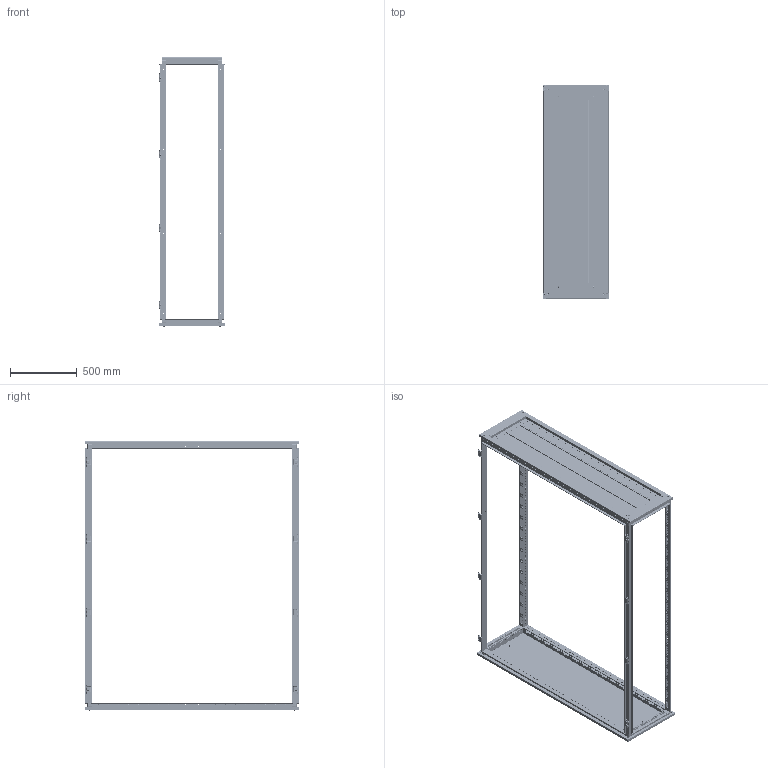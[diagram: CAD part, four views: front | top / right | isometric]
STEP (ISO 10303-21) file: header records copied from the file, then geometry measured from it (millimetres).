
FILE_DESCRIPTION (( 'STEP AP203' ), '1' );
FILE_NAME ('R5KTB165+R5KMDCR20.step', '2011-02-16T15:04:34', ( 'User' ), ( 'DKC' ), 'SwSTEP 2.0', 'SolidWorks 2010', '' );
FILE_SCHEMA (( 'CONFIG_CONTROL_DESIGN' ));
Products named in the file (24): R5KTB165+R5KMDCR20; Assem base_KTB165; Lamiera trasversale per fondo da_1600; Lamiera laterale per fondo da_500; Fondo per quadro da_1600x95; Fondo per quadro da_1600x145; Traversa inferiore tenuta fondo_500; Capscrew with recessed hexahedron M6 x 10_ISO 4762 M6 x 10 --- 10S; Acc00c561_Default; Assem roof_KTB165; sealant for base_1600x500; Traversa laterale per quadro prof_500; Traversa frontale per quadro largh._1600; AC00C469S_Default; AC00C469D_Default; Sviluppo tetto da_1600x500; Button head screw with recessed hexahedron M12 x 20 _ISO 7380 - M12 x 20 --- 20S; Flange nut M6_ISO 7044-M6-S; Pan Head Cross Recess Screw M6x35_ISO 7045 - M6 x 35 - Z --- 35S; land; end-cap; Montante per quadro_2000; AC00C254_Default; cerniera DAE_Default
Assembly tree (76 placements, depth 3):
  R5KTB165+R5KMDCR20
    cerniera DAE_Default  x8
    AC00C254_Default  x8
    Montante per quadro_2000  x4
    Assem base_KTB165
      AC00C469D_Default  x2
      Traversa laterale per quadro prof_500  x2
      Traversa inferiore tenuta fondo_500  x2
      Flange nut M6_ISO 7044-M6-S  x4
      Acc00c561_Default  x6
      Capscrew with recessed hexahedron M6 x 10_ISO 4762 M6 x 10 --- 10S  x4
      Traversa frontale per quadro largh._1600  x2
      Lamiera laterale per fondo da_500  x2
      Lamiera trasversale per fondo da_1600  x2
      AC00C469S_Default  x2
      Fondo per quadro da_1600x95
      Fondo per quadro da_1600x145  x2
      sealant for base_1600x500
    Assem roof_KTB165
      AC00C469S_Default  x2
      Traversa frontale per quadro largh._1600  x2
      Pan Head Cross Recess Screw M6x35_ISO 7045 - M6 x 35 - Z --- 35S  x2
      Traversa laterale per quadro prof_500  x2
      end-cap  x2
      Button head screw with recessed hexahedron M12 x 20 _ISO 7380 - M12 x 20 --- 20S  x4
      land  x2
      AC00C469D_Default  x2
      Flange nut M6_ISO 7044-M6-S  x2
      sealant for base_1600x500
      Sviluppo tetto da_1600x500
Bounding box: 499 x 1600.5 x 2014.1 mm (x, y, z)
Volume: 7977673.2 mm3; surface area: 9999800.7 mm2
Topology: 76 solids, 76 shells, 16440 faces, 44648 edges, 28706 vertices
Faces by surface type: plane 8216, cylinder 5086, cone 1960, bspline 818, torus 252, sphere 108
Entity records: 158434 total; most frequent: CARTESIAN_POINT 39764, ORIENTED_EDGE 24386, DIRECTION 23097, EDGE_CURVE 12193, VERTEX_POINT 7861, AXIS2_PLACEMENT_3D 7809, VECTOR 7479, LINE 7479
